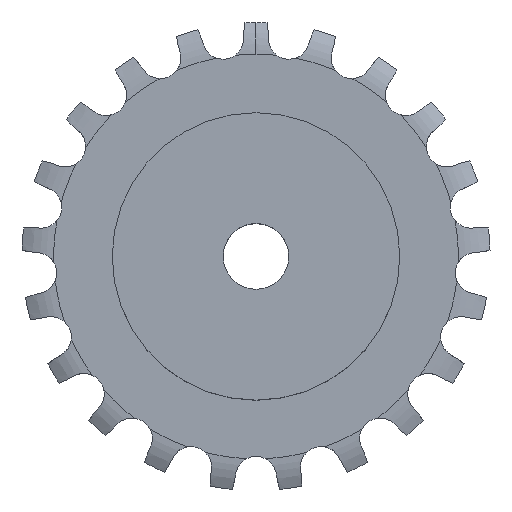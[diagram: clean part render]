
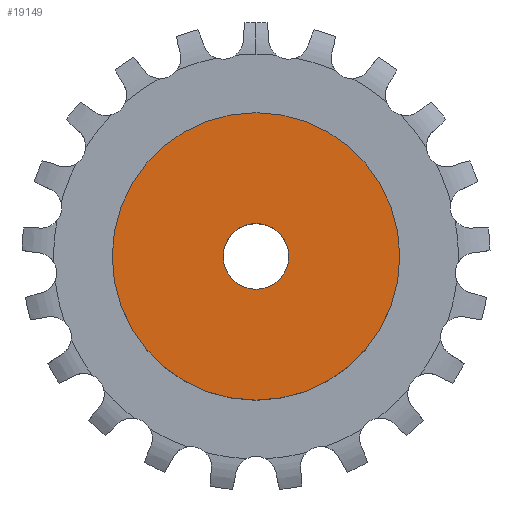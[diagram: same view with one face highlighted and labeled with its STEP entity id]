
A CAD part, top view. The second image highlights one B-rep face of the part: STEP entity #19149.
In plain terms, the highlighted planar face has unit normal (0, 0, 1).
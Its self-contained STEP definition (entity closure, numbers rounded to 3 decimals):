
#5869 = CYLINDRICAL_SURFACE('',#5870,17.5);
#5870 = AXIS2_PLACEMENT_3D('',#5871,#5872,#5873);
#5871 = CARTESIAN_POINT('',(0.,0.,0.));
#5872 = DIRECTION('',(-0.,-0.,-1.));
#5873 = DIRECTION('',(1.,0.,0.));
#15493 = CYLINDRICAL_SURFACE('',#15494,4.);
#15494 = AXIS2_PLACEMENT_3D('',#15495,#15496,#15497);
#15495 = CARTESIAN_POINT('',(0.,0.,82.614));
#15496 = DIRECTION('',(0.,0.,1.));
#15497 = DIRECTION('',(1.,0.,-0.));
#17830 = VERTEX_POINT('',#17831);
#17831 = CARTESIAN_POINT('',(17.5,0.,14.));
#17852 = EDGE_CURVE('',#17830,#17830,#17853,.T.);
#17853 = SURFACE_CURVE('',#17854,(#17859,#17866),.PCURVE_S1.);
#17854 = CIRCLE('',#17855,17.5);
#17855 = AXIS2_PLACEMENT_3D('',#17856,#17857,#17858);
#17856 = CARTESIAN_POINT('',(0.,0.,14.));
#17857 = DIRECTION('',(0.,0.,1.));
#17858 = DIRECTION('',(1.,0.,0.));
#17859 = PCURVE('',#5869,#17860);
#17860 = DEFINITIONAL_REPRESENTATION('',(#17861),#17865);
#17861 = LINE('',#17862,#17863);
#17862 = CARTESIAN_POINT('',(-0.,-14.));
#17863 = VECTOR('',#17864,1.);
#17864 = DIRECTION('',(-1.,0.));
#17865 = ( GEOMETRIC_REPRESENTATION_CONTEXT(2) 
PARAMETRIC_REPRESENTATION_CONTEXT() REPRESENTATION_CONTEXT('2D SPACE',''
  ) );
#17866 = PCURVE('',#17867,#17872);
#17867 = PLANE('',#17868);
#17868 = AXIS2_PLACEMENT_3D('',#17869,#17870,#17871);
#17869 = CARTESIAN_POINT('',(0.,0.,14.));
#17870 = DIRECTION('',(-0.,0.,1.));
#17871 = DIRECTION('',(0.,-1.,0.));
#17872 = DEFINITIONAL_REPRESENTATION('',(#17873),#17877);
#17873 = CIRCLE('',#17874,17.5);
#17874 = AXIS2_PLACEMENT_2D('',#17875,#17876);
#17875 = CARTESIAN_POINT('',(0.,0.));
#17876 = DIRECTION('',(0.,1.));
#17877 = ( GEOMETRIC_REPRESENTATION_CONTEXT(2) 
PARAMETRIC_REPRESENTATION_CONTEXT() REPRESENTATION_CONTEXT('2D SPACE',''
  ) );
#19103 = EDGE_CURVE('',#19104,#19104,#19106,.T.);
#19104 = VERTEX_POINT('',#19105);
#19105 = CARTESIAN_POINT('',(4.,0.,14.));
#19106 = SURFACE_CURVE('',#19107,(#19112,#19119),.PCURVE_S1.);
#19107 = CIRCLE('',#19108,4.);
#19108 = AXIS2_PLACEMENT_3D('',#19109,#19110,#19111);
#19109 = CARTESIAN_POINT('',(0.,0.,14.));
#19110 = DIRECTION('',(0.,0.,1.));
#19111 = DIRECTION('',(1.,0.,-0.));
#19112 = PCURVE('',#15493,#19113);
#19113 = DEFINITIONAL_REPRESENTATION('',(#19114),#19118);
#19114 = LINE('',#19115,#19116);
#19115 = CARTESIAN_POINT('',(0.,-68.614));
#19116 = VECTOR('',#19117,1.);
#19117 = DIRECTION('',(1.,0.));
#19118 = ( GEOMETRIC_REPRESENTATION_CONTEXT(2) 
PARAMETRIC_REPRESENTATION_CONTEXT() REPRESENTATION_CONTEXT('2D SPACE',''
  ) );
#19119 = PCURVE('',#17867,#19120);
#19120 = DEFINITIONAL_REPRESENTATION('',(#19121),#19125);
#19121 = CIRCLE('',#19122,4.);
#19122 = AXIS2_PLACEMENT_2D('',#19123,#19124);
#19123 = CARTESIAN_POINT('',(0.,0.));
#19124 = DIRECTION('',(0.,1.));
#19125 = ( GEOMETRIC_REPRESENTATION_CONTEXT(2) 
PARAMETRIC_REPRESENTATION_CONTEXT() REPRESENTATION_CONTEXT('2D SPACE',''
  ) );
#19149 = ADVANCED_FACE('',(#19150,#19153),#17867,.T.);
#19150 = FACE_BOUND('',#19151,.T.);
#19151 = EDGE_LOOP('',(#19152));
#19152 = ORIENTED_EDGE('',*,*,#17852,.T.);
#19153 = FACE_BOUND('',#19154,.T.);
#19154 = EDGE_LOOP('',(#19155));
#19155 = ORIENTED_EDGE('',*,*,#19103,.F.);
